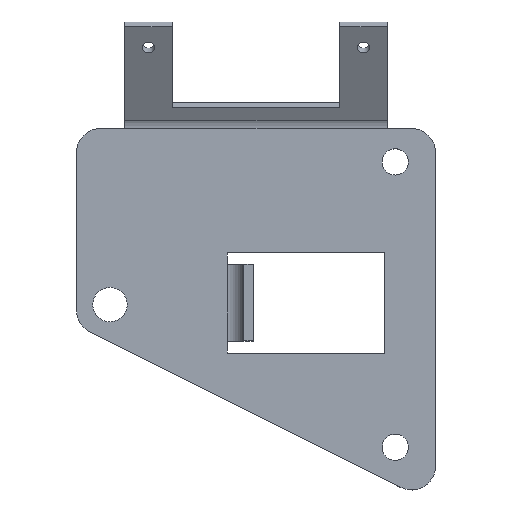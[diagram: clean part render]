
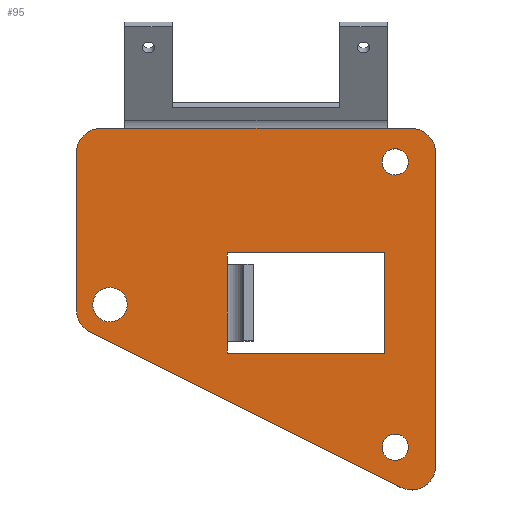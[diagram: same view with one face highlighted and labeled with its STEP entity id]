
A CAD part, top view. The second image highlights one B-rep face of the part: STEP entity #95.
In plain terms, the highlighted planar face has unit normal (0, 0, 1).
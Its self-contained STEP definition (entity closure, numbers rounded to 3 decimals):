
#95=ADVANCED_FACE('',(#187,#188,#189,#190,#191),#146,.F.);
#146=PLANE('',#1484);
#187=FACE_BOUND('',#224,.T.);
#188=FACE_BOUND('',#225,.T.);
#189=FACE_BOUND('',#226,.T.);
#190=FACE_BOUND('',#227,.T.);
#191=FACE_BOUND('',#228,.T.);
#224=EDGE_LOOP('',(#331,#332,#333,#334,#335,#336,#337,#338,#339,#340));
#225=EDGE_LOOP('',(#341));
#226=EDGE_LOOP('',(#342));
#227=EDGE_LOOP('',(#343));
#228=EDGE_LOOP('',(#344,#345,#346,#347,#348,#349));
#331=ORIENTED_EDGE('',*,*,#689,.F.);
#332=ORIENTED_EDGE('',*,*,#690,.F.);
#333=ORIENTED_EDGE('',*,*,#691,.F.);
#334=ORIENTED_EDGE('',*,*,#683,.F.);
#335=ORIENTED_EDGE('',*,*,#692,.F.);
#336=ORIENTED_EDGE('',*,*,#677,.F.);
#337=ORIENTED_EDGE('',*,*,#693,.F.);
#338=ORIENTED_EDGE('',*,*,#694,.F.);
#339=ORIENTED_EDGE('',*,*,#695,.F.);
#340=ORIENTED_EDGE('',*,*,#696,.F.);
#341=ORIENTED_EDGE('',*,*,#697,.T.);
#342=ORIENTED_EDGE('',*,*,#698,.T.);
#343=ORIENTED_EDGE('',*,*,#699,.T.);
#344=ORIENTED_EDGE('',*,*,#700,.T.);
#345=ORIENTED_EDGE('',*,*,#701,.T.);
#346=ORIENTED_EDGE('',*,*,#702,.F.);
#347=ORIENTED_EDGE('',*,*,#688,.T.);
#348=ORIENTED_EDGE('',*,*,#703,.T.);
#349=ORIENTED_EDGE('',*,*,#704,.T.);
#587=VERTEX_POINT('',#2020);
#588=VERTEX_POINT('',#2021);
#593=VERTEX_POINT('',#2032);
#594=VERTEX_POINT('',#2034);
#595=VERTEX_POINT('',#2038);
#598=VERTEX_POINT('',#2043);
#599=VERTEX_POINT('',#2047);
#600=VERTEX_POINT('',#2048);
#601=VERTEX_POINT('',#2050);
#602=VERTEX_POINT('',#2054);
#603=VERTEX_POINT('',#2056);
#604=VERTEX_POINT('',#2058);
#605=VERTEX_POINT('',#2061);
#606=VERTEX_POINT('',#2063);
#607=VERTEX_POINT('',#2065);
#608=VERTEX_POINT('',#2067);
#609=VERTEX_POINT('',#2068);
#610=VERTEX_POINT('',#2070);
#611=VERTEX_POINT('',#2073);
#677=EDGE_CURVE('',#587,#588,#1076,.T.);
#683=EDGE_CURVE('',#593,#594,#1082,.T.);
#688=EDGE_CURVE('',#595,#598,#1087,.T.);
#689=EDGE_CURVE('',#599,#600,#792,.T.);
#690=EDGE_CURVE('',#601,#599,#1088,.T.);
#691=EDGE_CURVE('',#594,#601,#793,.T.);
#692=EDGE_CURVE('',#588,#593,#1089,.T.);
#693=EDGE_CURVE('',#602,#587,#794,.T.);
#694=EDGE_CURVE('',#603,#602,#1090,.T.);
#695=EDGE_CURVE('',#604,#603,#795,.T.);
#696=EDGE_CURVE('',#600,#604,#1091,.T.);
#697=EDGE_CURVE('',#605,#605,#796,.T.);
#698=EDGE_CURVE('',#606,#606,#797,.T.);
#699=EDGE_CURVE('',#607,#607,#798,.T.);
#700=EDGE_CURVE('',#608,#609,#1092,.T.);
#701=EDGE_CURVE('',#609,#610,#1093,.T.);
#702=EDGE_CURVE('',#595,#610,#1094,.T.);
#703=EDGE_CURVE('',#598,#611,#1095,.T.);
#704=EDGE_CURVE('',#611,#608,#1096,.T.);
#792=CIRCLE('',#1477,5.);
#793=CIRCLE('',#1478,5.);
#794=CIRCLE('',#1479,5.);
#795=CIRCLE('',#1480,5.);
#796=CIRCLE('',#1481,2.75);
#797=CIRCLE('',#1482,2.75);
#798=CIRCLE('',#1483,3.6);
#1076=LINE('',#2019,#1232);
#1082=LINE('',#2033,#1238);
#1087=LINE('',#2044,#1243);
#1088=LINE('',#2049,#1244);
#1089=LINE('',#2052,#1245);
#1090=LINE('',#2055,#1246);
#1091=LINE('',#2059,#1247);
#1092=LINE('',#2066,#1248);
#1093=LINE('',#2069,#1249);
#1094=LINE('',#2071,#1250);
#1095=LINE('',#2072,#1251);
#1096=LINE('',#2074,#1252);
#1232=VECTOR('',#1661,1.);
#1238=VECTOR('',#1669,1.);
#1243=VECTOR('',#1676,1.);
#1244=VECTOR('',#1681,1.);
#1245=VECTOR('',#1684,1.);
#1246=VECTOR('',#1687,1.);
#1247=VECTOR('',#1690,1.);
#1248=VECTOR('',#1697,1.);
#1249=VECTOR('',#1698,1.);
#1250=VECTOR('',#1699,1.);
#1251=VECTOR('',#1700,1.);
#1252=VECTOR('',#1701,1.);
#1477=AXIS2_PLACEMENT_3D('',#2046,#1679,#1680);
#1478=AXIS2_PLACEMENT_3D('',#2051,#1682,#1683);
#1479=AXIS2_PLACEMENT_3D('',#2053,#1685,#1686);
#1480=AXIS2_PLACEMENT_3D('',#2057,#1688,#1689);
#1481=AXIS2_PLACEMENT_3D('',#2060,#1691,#1692);
#1482=AXIS2_PLACEMENT_3D('',#2062,#1693,#1694);
#1483=AXIS2_PLACEMENT_3D('',#2064,#1695,#1696);
#1484=AXIS2_PLACEMENT_3D('',#2075,#1702,#1703);
#1661=DIRECTION('',(1.,0.,0.));
#1669=DIRECTION('',(1.,0.,0.));
#1676=DIRECTION('',(0.,1.,0.));
#1679=DIRECTION('',(0.,0.,-1.));
#1680=DIRECTION('',(1.,0.,0.));
#1681=DIRECTION('',(0.,-1.,0.));
#1682=DIRECTION('',(0.,0.,-1.));
#1683=DIRECTION('',(1.,0.,0.));
#1684=DIRECTION('',(1.,0.,0.));
#1685=DIRECTION('',(0.,0.,-1.));
#1686=DIRECTION('',(1.,0.,0.));
#1687=DIRECTION('',(0.,1.,0.));
#1688=DIRECTION('',(0.,0.,-1.));
#1689=DIRECTION('',(1.,0.,0.));
#1690=DIRECTION('',(-0.894,0.447,0.));
#1691=DIRECTION('',(0.,0.,-1.));
#1692=DIRECTION('',(-1.,0.,0.));
#1693=DIRECTION('',(0.,0.,-1.));
#1694=DIRECTION('',(-1.,0.,0.));
#1695=DIRECTION('',(0.,0.,-1.));
#1696=DIRECTION('',(-1.,0.,0.));
#1697=DIRECTION('',(-1.,0.,0.));
#1698=DIRECTION('',(0.,1.,0.));
#1699=DIRECTION('',(0.,-1.,0.));
#1700=DIRECTION('',(1.,0.,0.));
#1701=DIRECTION('',(0.,-1.,0.));
#1702=DIRECTION('',(0.,0.,-1.));
#1703=DIRECTION('',(-1.,0.,0.));
#2019=CARTESIAN_POINT('',(56.648,51.888,2.));
#2020=CARTESIAN_POINT('',(56.648,51.888,2.));
#2021=CARTESIAN_POINT('',(61.698,51.888,2.));
#2032=CARTESIAN_POINT('',(116.698,51.888,2.));
#2033=CARTESIAN_POINT('',(56.648,51.888,2.));
#2034=CARTESIAN_POINT('',(121.748,51.888,2.));
#2038=CARTESIAN_POINT('',(83.148,23.388,2.));
#2043=CARTESIAN_POINT('',(83.148,25.888,2.));
#2044=CARTESIAN_POINT('',(83.148,4.888,2.));
#2046=CARTESIAN_POINT('',(121.748,-18.748,2.));
#2047=CARTESIAN_POINT('',(126.748,-18.748,2.));
#2048=CARTESIAN_POINT('',(119.512,-23.22,2.));
#2049=CARTESIAN_POINT('',(126.748,46.888,2.));
#2050=CARTESIAN_POINT('',(126.748,46.888,2.));
#2051=CARTESIAN_POINT('',(121.748,46.888,2.));
#2052=CARTESIAN_POINT('',(121.748,51.888,2.));
#2053=CARTESIAN_POINT('',(56.648,46.888,2.));
#2054=CARTESIAN_POINT('',(51.648,46.888,2.));
#2055=CARTESIAN_POINT('',(51.648,13.802,2.));
#2056=CARTESIAN_POINT('',(51.648,13.802,2.));
#2057=CARTESIAN_POINT('',(56.648,13.802,2.));
#2058=CARTESIAN_POINT('',(54.412,9.33,2.));
#2059=CARTESIAN_POINT('',(119.512,-23.22,2.));
#2060=CARTESIAN_POINT('',(118.348,-14.812,2.));
#2061=CARTESIAN_POINT('',(115.598,-14.812,2.));
#2062=CARTESIAN_POINT('',(118.348,44.888,2.));
#2063=CARTESIAN_POINT('',(115.598,44.888,2.));
#2064=CARTESIAN_POINT('',(58.648,15.038,2.));
#2065=CARTESIAN_POINT('',(55.048,15.038,2.));
#2066=CARTESIAN_POINT('',(116.148,4.888,2.));
#2067=CARTESIAN_POINT('',(116.148,4.888,2.));
#2068=CARTESIAN_POINT('',(83.148,4.888,2.));
#2069=CARTESIAN_POINT('',(83.148,4.888,2.));
#2070=CARTESIAN_POINT('',(83.148,7.388,2.));
#2071=CARTESIAN_POINT('',(83.148,4.888,2.));
#2072=CARTESIAN_POINT('',(83.148,25.888,2.));
#2073=CARTESIAN_POINT('',(116.148,25.888,2.));
#2074=CARTESIAN_POINT('',(116.148,25.888,2.));
#2075=CARTESIAN_POINT('',(121.748,-18.748,2.));
